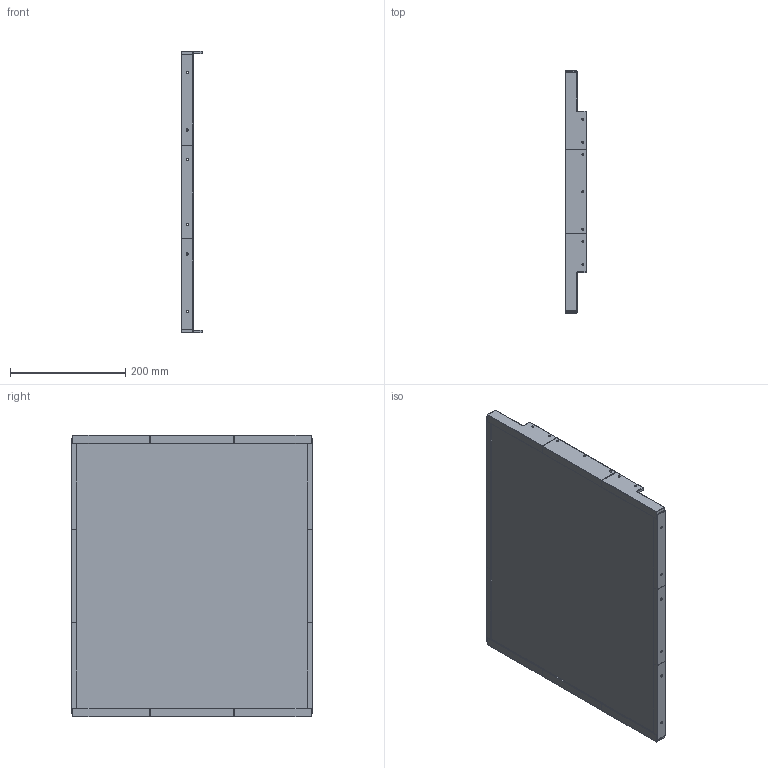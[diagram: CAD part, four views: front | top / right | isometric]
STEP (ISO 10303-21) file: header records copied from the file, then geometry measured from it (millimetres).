
FILE_DESCRIPTION(/* description */ (''),/* implementation_level */ '2;1');
FILE_NAME(/* name */ 'doom_clear_side_panel_300.step',/* time_stamp */ '2021-02-24T23:32:11-08:00',/* author */ (''),/* organization */ (''),/* preprocessor_version */ 'ST-DEVELOPER v18.1',/* originating_system */ 'Autodesk Translation Framework v9.7.1.1290',/* authorisation */ '');
FILE_SCHEMA (('AUTOMOTIVE_DESIGN { 1 0 10303 214 3 1 1 }'));
Length unit declared in the file: millimetre
Products named in the file (17): Clear-Panel; Panel; Panels (2); Flanges; SideSkirtFlange; CenterSkirtFlange; SideSkirtFlange (Mirror); SideSkirtFlange_1; CenterSkirtFlange_1; SideSkirtFlange (Mirror)_1; PanelFrame; DoorPanelMountCenter; DoorPanelMountCenter_1; DoorPanelMountEdge; DoorPanelMountEdge_1; DoorPanelMountEdge_2; DoorPanelMountEdge_3
Assembly tree (16 placements, depth 4):
  Clear-Panel
    Panel
      Panels (2)
      Flanges
        SideSkirtFlange
        CenterSkirtFlange
        SideSkirtFlange (Mirror)
        SideSkirtFlange_1
        CenterSkirtFlange_1
        SideSkirtFlange (Mirror)_1
      PanelFrame
        DoorPanelMountCenter
        DoorPanelMountCenter_1
        DoorPanelMountEdge
        DoorPanelMountEdge_1
        DoorPanelMountEdge_2
        DoorPanelMountEdge_3
Bounding box: 36 x 420 x 490 mm (x, y, z)
Volume: 1396304.8 mm3; surface area: 953274.6 mm2
Topology: 14 solids, 14 shells, 474 faces, 1118 edges, 684 vertices
Faces by surface type: plane 424, cylinder 38, cone 12
Full cylindrical faces by diameter (mm): 3.3 x12, 3.4 x8, 3.6 x6, 6.2 x12
Entity records: 13772 total; most frequent: CARTESIAN_POINT 2309, ORIENTED_EDGE 2236, DIRECTION 2220, EDGE_CURVE 1118, LINE 1030, VECTOR 1030, VERTEX_POINT 684, AXIS2_PLACEMENT_3D 595
